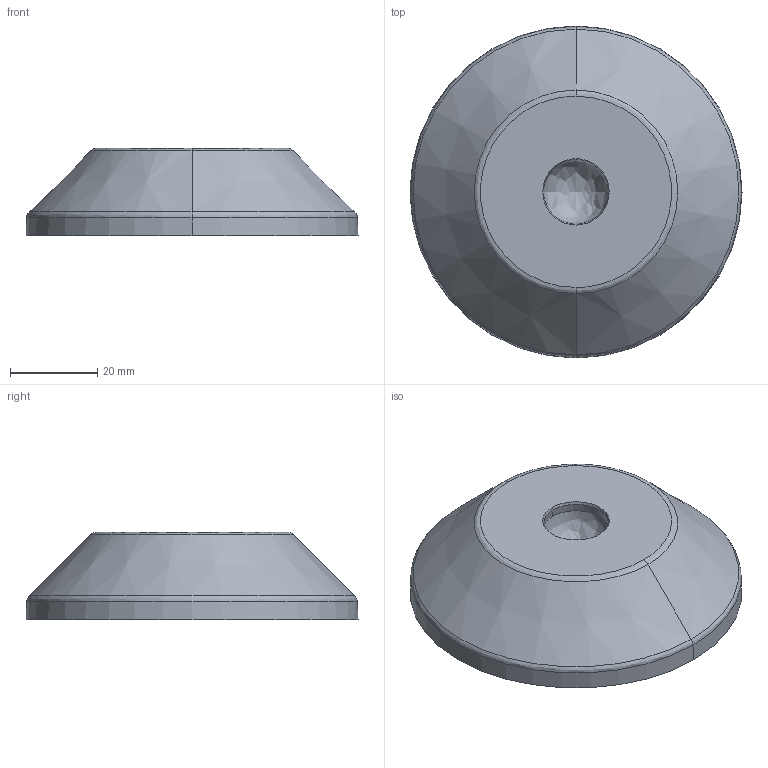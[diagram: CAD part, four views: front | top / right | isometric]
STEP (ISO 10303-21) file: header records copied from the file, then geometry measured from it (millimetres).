
FILE_DESCRIPTION (( 'STEP AP203' ), '1' );
FILE_NAME ('203600202_c_1.STEP', '2023-02-26T22:24:19', ( '' ), ( '' ), 'SwSTEP 2.0', 'SolidWorks 2014', '' );
FILE_SCHEMA (( 'CONFIG_CONTROL_DESIGN' ));
Length unit declared in the file: millimetre
Products named in the file (1): 203600202_c_1
Bounding box: 76 x 76 x 20 mm (x, y, z)
Volume: 47170 mm3; surface area: 12954.2 mm2
Topology: 1 solids, 1 shells, 21 faces, 44 edges, 26 vertices
Faces by surface type: cone 8, bspline 5, cylinder 4, plane 4
Entity records: 688 total; most frequent: CARTESIAN_POINT 171, DIRECTION 102, ORIENTED_EDGE 84, AXIS2_PLACEMENT_3D 45, EDGE_CURVE 42, CIRCLE 28, VERTEX_POINT 26, EDGE_LOOP 24
